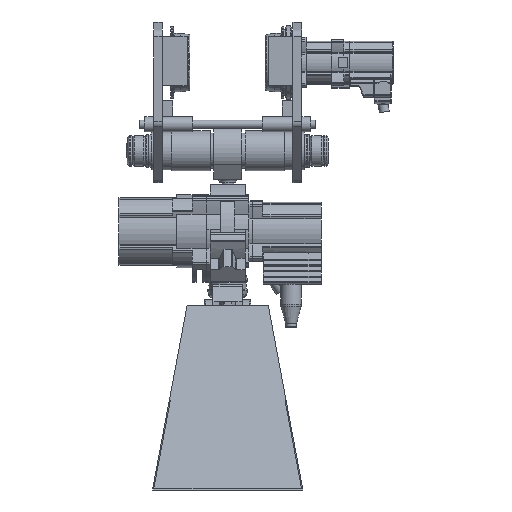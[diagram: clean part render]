
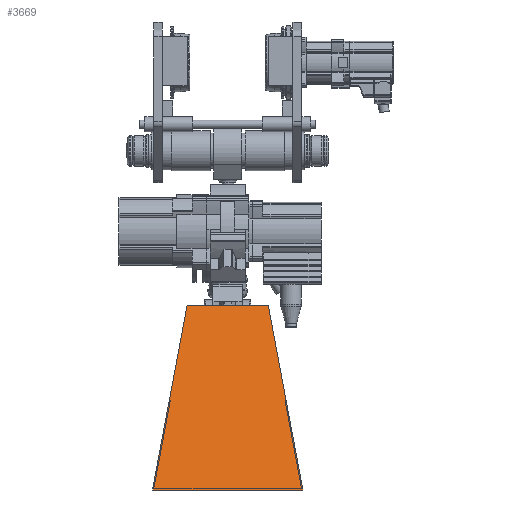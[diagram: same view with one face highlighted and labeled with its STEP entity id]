
A CAD part, left-side view. The second image highlights one B-rep face of the part: STEP entity #3669.
In plain terms, the highlighted planar face has unit normal (-0.959, 0, 0.284).
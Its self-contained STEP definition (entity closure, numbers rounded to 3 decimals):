
#3669=ADVANCED_FACE('',(#7381),#7382,.F.);
#7381=FACE_OUTER_BOUND('',#14939,.T.);
#7382=PLANE('',#14940);
#14939=EDGE_LOOP('',(#24480,#24481,#24482,#24483));
#14940=AXIS2_PLACEMENT_3D('',#24484,#24485,#24486);
#24480=ORIENTED_EDGE('',*,*,#28292,.F.);
#24481=ORIENTED_EDGE('',*,*,#30179,.F.);
#24482=ORIENTED_EDGE('',*,*,#28329,.T.);
#24483=ORIENTED_EDGE('',*,*,#30180,.T.);
#24484=CARTESIAN_POINT('',(-230.,-115.,0.));
#24485=DIRECTION('',(0.959,0.,-0.284));
#24486=DIRECTION('',(-0.284,0.,-0.959));
#28292=EDGE_CURVE('',#33496,#33498,#33499,.T.);
#28329=EDGE_CURVE('',#33558,#33559,#33560,.T.);
#30179=EDGE_CURVE('',#33558,#33496,#36122,.T.);
#30180=EDGE_CURVE('',#33559,#33498,#36123,.F.);
#33496=VERTEX_POINT('',#41446);
#33498=VERTEX_POINT('',#41449);
#33499=LINE('',#41450,#41451);
#33558=VERTEX_POINT('',#41527);
#33559=VERTEX_POINT('',#41528);
#33560=LINE('',#41529,#41530);
#36122=LINE('',#45529,#45530);
#36123=LINE('',#45531,#45532);
#41446=CARTESIAN_POINT('',(-385.,-212.971,-523.));
#41449=CARTESIAN_POINT('',(-385.,212.971,-523.));
#41450=CARTESIAN_POINT('',(-385.,-115.,-523.));
#41451=VECTOR('',#48942,1.);
#41527=CARTESIAN_POINT('',(-230.,-115.,0.));
#41528=CARTESIAN_POINT('',(-230.,115.,0.));
#41529=CARTESIAN_POINT('',(-230.,-115.,0.));
#41530=VECTOR('',#48990,1.);
#45529=CARTESIAN_POINT('',(-230.,-115.,0.));
#45530=VECTOR('',#51640,1.);
#45531=CARTESIAN_POINT('',(-218.629,107.813,38.368));
#45532=VECTOR('',#51641,1.);
#48942=DIRECTION('',(0.,1.,0.));
#48990=DIRECTION('',(0.,1.,0.));
#51640=DIRECTION('',(-0.28,-0.177,-0.944));
#51641=DIRECTION('',(0.28,-0.177,0.944));
